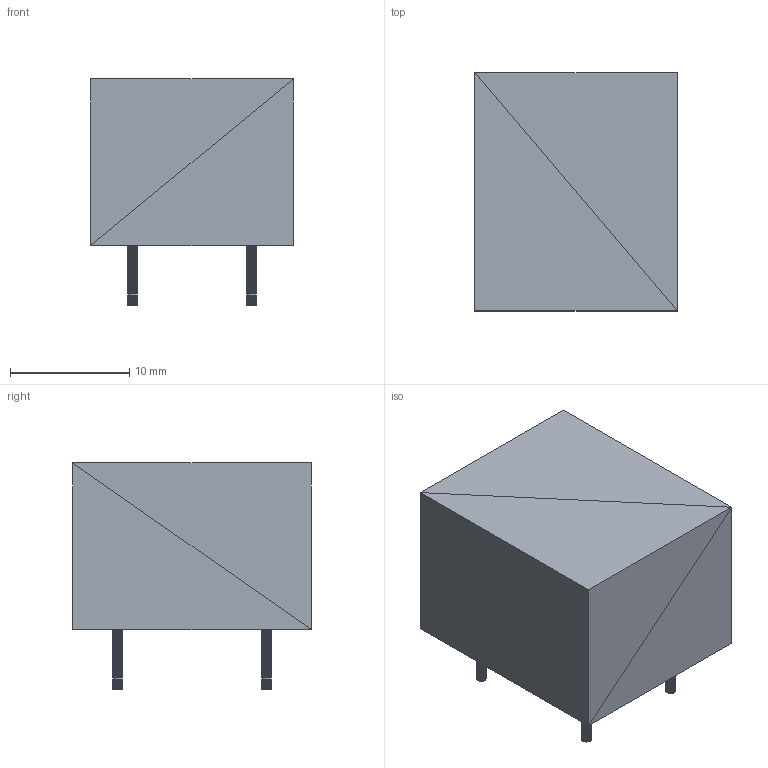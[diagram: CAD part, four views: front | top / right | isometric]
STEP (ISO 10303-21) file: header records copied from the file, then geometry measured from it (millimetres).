
FILE_DESCRIPTION(('FreeCAD Model'),'2;1');
FILE_NAME('Open CASCADE Shape Model','2024-08-07T12:40:14',('Author'),( ''),'Open CASCADE STEP processor 7.8','FreeCAD','Unknown');
FILE_SCHEMA(('AUTOMOTIVE_DESIGN { 1 0 10303 214 1 1 1 1 }'));
Length unit declared in the file: millimetre
Products named in the file (1): TS3193_2C001 (Solid)
Bounding box: 17 x 20 x 19 mm (x, y, z)
Volume: 4770 mm3; surface area: 1766.3 mm2
Topology: 1 solids, 1 shells, 1612 faces, 2418 edges, 808 vertices
Faces by surface type: plane 1612
Entity records: 31468 total; most frequent: DIRECTION 5644, CARTESIAN_POINT 4839, ORIENTED_EDGE 4836, EDGE_CURVE 2418, LINE 2418, VECTOR 2418, AXIS2_PLACEMENT_3D 1613, ADVANCED_FACE 1612
